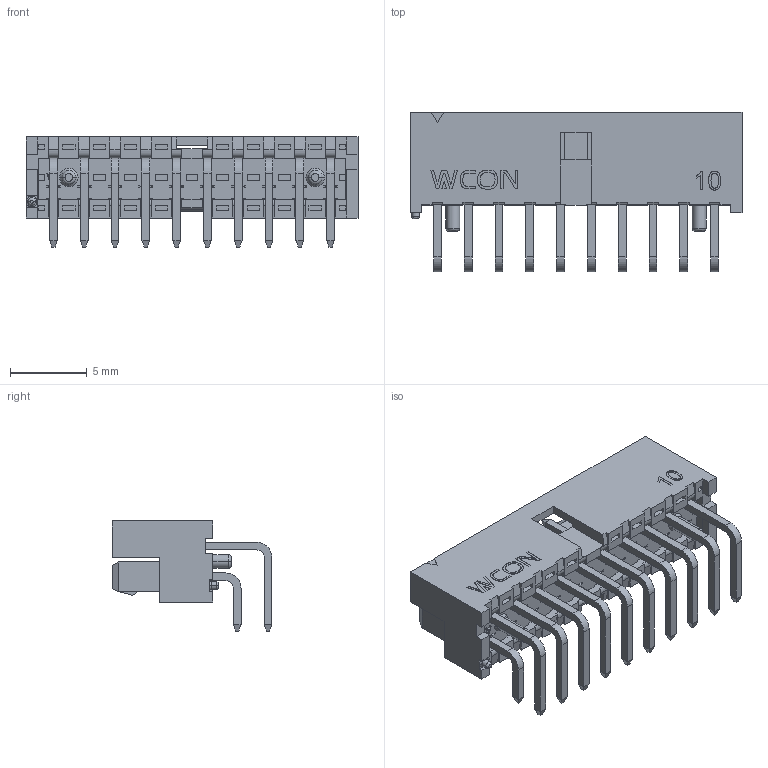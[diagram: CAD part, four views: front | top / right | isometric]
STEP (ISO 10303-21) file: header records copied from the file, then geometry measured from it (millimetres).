
FILE_DESCRIPTION( ('This file contains a STEP AP42 implementation' ,'as created by ZW3D STEP Interface translator.') ,'2;1' );
FILE_NAME( '3703-AXXX-065RXXX01.stp' ,'231229. 92334', (''), ('ZWCAD Software Co.'), 'Version 1.0', 'ZW3D to STEP translator', '' );
FILE_SCHEMA(('AUTOMOTIVE_DESIGN { 1 0 10303 214 1 1 1 1 }'));
Length unit declared in the file: millimetre
Products named in the file (2): 0; 3703-AXXX-065RXXX01
Bounding box: 21.57 x 10.38 x 7.16 mm (x, y, z)
Volume: 481.9 mm3; surface area: 1472.3 mm2
Topology: 11 solids, 11 shells, 1269 faces, 3254 edges, 2056 vertices
Faces by surface type: plane 1155, cylinder 70, bspline 32, torus 6, cone 6
Entity records: 39367 total; most frequent: CARTESIAN_POINT 7456, ORIENTED_EDGE 6508, DIRECTION 5794, EDGE_CURVE 3254, VECTOR 3030, LINE 3030, VERTEX_POINT 2056, AXIS2_PLACEMENT_3D 1382
